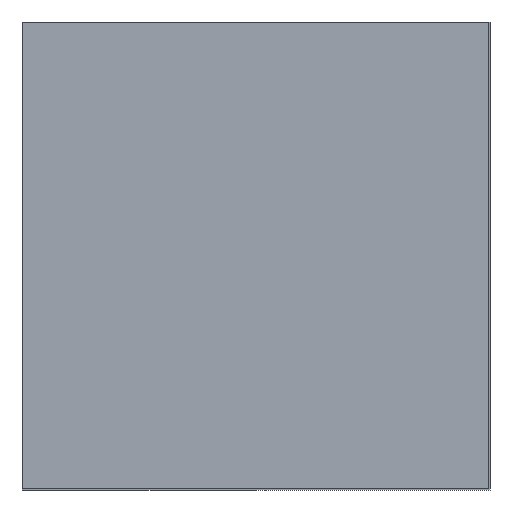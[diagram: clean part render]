
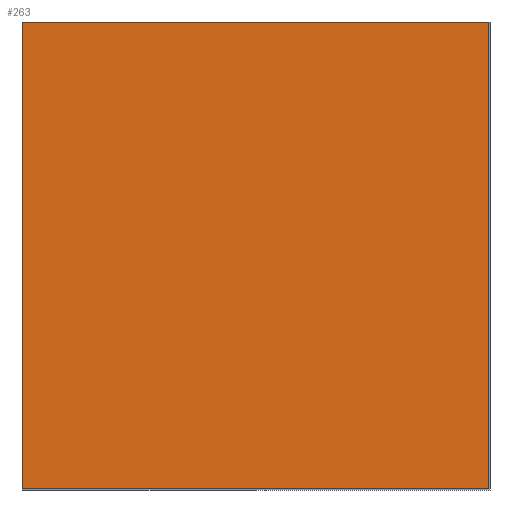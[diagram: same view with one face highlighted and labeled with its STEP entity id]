
A CAD part, front view. The second image highlights one B-rep face of the part: STEP entity #263.
In plain terms, the highlighted planar face has unit normal (0, -1, 0).
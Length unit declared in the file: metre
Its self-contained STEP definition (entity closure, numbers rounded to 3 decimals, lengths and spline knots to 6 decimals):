
#70=ORIENTED_EDGE('',*,*,#110,.F.);
#71=ORIENTED_EDGE('',*,*,#92,.F.);
#72=ORIENTED_EDGE('',*,*,#102,.T.);
#73=ORIENTED_EDGE('',*,*,#115,.T.);
#92=EDGE_CURVE('',#126,#127,#150,.T.);
#102=EDGE_CURVE('',#126,#133,#160,.T.);
#110=EDGE_CURVE('',#127,#137,#168,.T.);
#115=EDGE_CURVE('',#133,#137,#173,.T.);
#126=VERTEX_POINT('',#381);
#127=VERTEX_POINT('',#383);
#133=VERTEX_POINT('',#399);
#137=VERTEX_POINT('',#418);
#150=LINE('',#382,#185);
#160=LINE('',#400,#195);
#168=LINE('',#417,#203);
#173=LINE('',#426,#208);
#185=VECTOR('',#311,1.);
#195=VECTOR('',#323,1.);
#203=VECTOR('',#343,1.);
#208=VECTOR('',#350,1.);
#221=EDGE_LOOP('',(#70,#71,#72,#73));
#235=FACE_BOUND('',#221,.T.);
#249=PLANE('',#290);
#263=ADVANCED_FACE('',(#235),#249,.T.);
#290=AXIS2_PLACEMENT_3D('',#427,#351,#352);
#311=DIRECTION('',(1.,0.,0.));
#323=DIRECTION('',(0.,0.,-1.));
#343=DIRECTION('',(0.,0.,-1.));
#350=DIRECTION('',(1.,0.,0.));
#351=DIRECTION('',(0.,-1.,0.));
#352=DIRECTION('',(1.,0.,0.));
#381=CARTESIAN_POINT('',(0.,-0.0075,0.));
#382=CARTESIAN_POINT('',(0.0275,-0.0075,0.));
#383=CARTESIAN_POINT('',(0.054831,-0.0075,0.));
#399=CARTESIAN_POINT('',(0.,-0.0075,-0.054831));
#400=CARTESIAN_POINT('',(0.,-0.0075,-0.027416));
#417=CARTESIAN_POINT('',(0.054831,-0.0075,-0.027416));
#418=CARTESIAN_POINT('',(0.054831,-0.0075,-0.054831));
#426=CARTESIAN_POINT('',(0.027416,-0.0075,-0.054831));
#427=CARTESIAN_POINT('',(0.0275,-0.0075,-0.027416));
